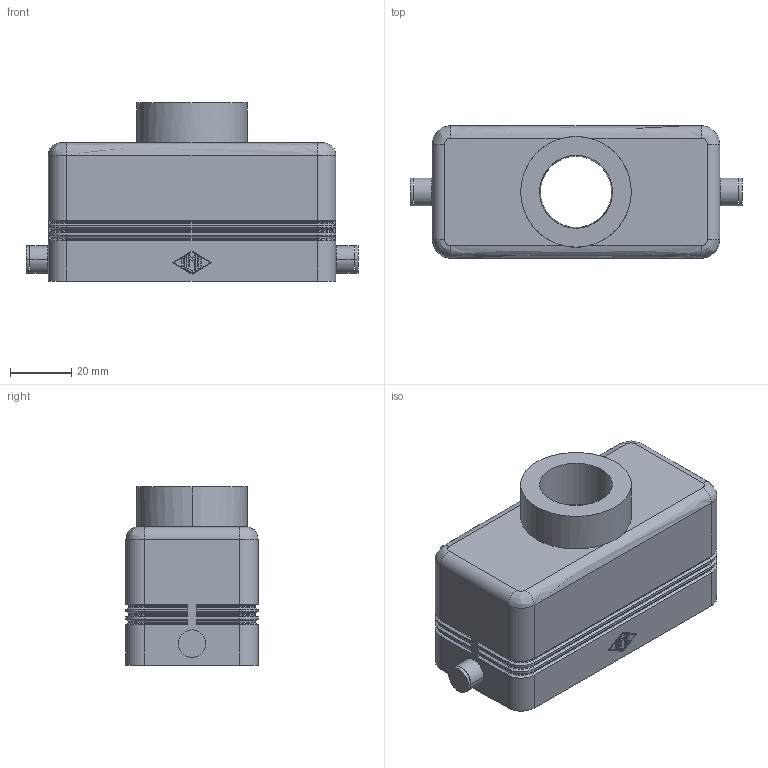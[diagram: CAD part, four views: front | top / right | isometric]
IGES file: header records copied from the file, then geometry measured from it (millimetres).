
Start section: Elysium IGES Interface
Global section: file name: 65HCHVT_16_5_L.igs; native system: Creo Elements/Direct Modeling 18.0B  02-Dec-2011; preprocessor: Creo Element/Direct IGES_3D V2.2; author: Unknown; organization: Unknown; date: 20121219.103848; units: millimetre
Bounding box: 108 x 43 x 58 mm (x, y, z)
Volume: 58151.1 mm3; surface area: 33446.1 mm2
Topology: 1 solids, 1 shells, 332 faces, 775 edges, 460 vertices
Faces by surface type: bspline 332
